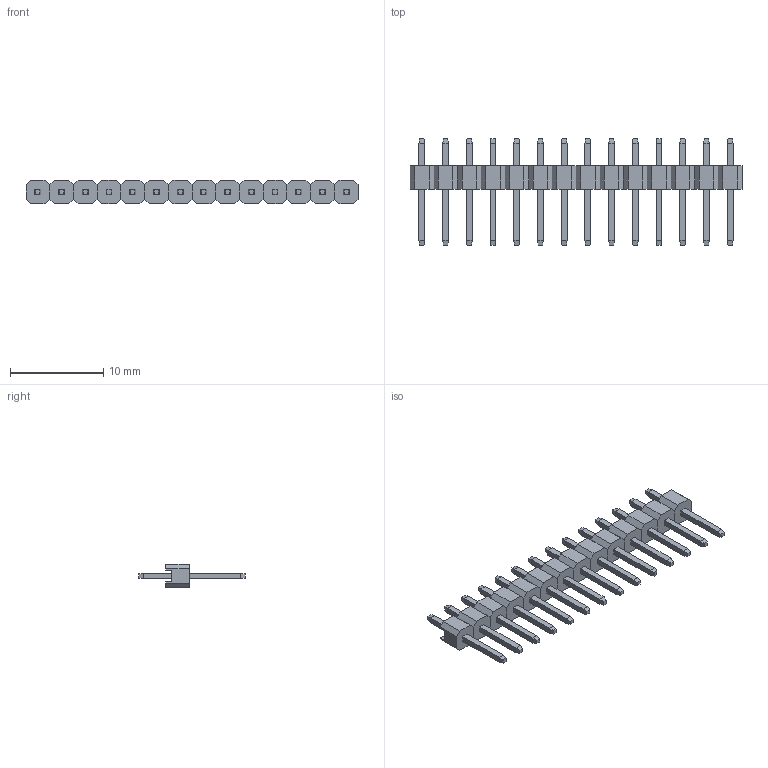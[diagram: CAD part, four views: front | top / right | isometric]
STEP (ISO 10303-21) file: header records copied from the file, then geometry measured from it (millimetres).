
FILE_DESCRIPTION (( 'STEP AP214' ), '1' );
FILE_NAME ('User Library-2.54mmheader14.STEP', '2020-05-02T19:18:46', ( '' ), ( '' ), 'SwSTEP 2.0', 'SolidWorks 2019', '' );
FILE_SCHEMA (( 'AUTOMOTIVE_DESIGN' ));
Length unit declared in the file: millimetre
Products named in the file (2): User Library-2.54mmheader14; 2.54mmheader
Assembly tree (14 placements, depth 2):
  User Library-2.54mmheader14
    2.54mmheader  x14
Bounding box: 35.56 x 11.39 x 2.54 mm (x, y, z)
Volume: 232.1 mm3; surface area: 835.2 mm2
Topology: 14 solids, 14 shells, 448 faces, 1064 edges, 672 vertices
Faces by surface type: plane 448
Entity records: 1418 total; most frequent: DIRECTION 174, CARTESIAN_POINT 173, ORIENTED_EDGE 152, VECTOR 76, LINE 76, EDGE_CURVE 76, AXIS2_PLACEMENT_3D 49, VERTEX_POINT 48
